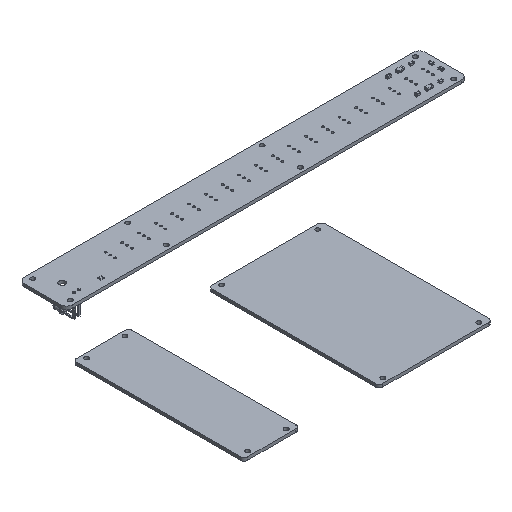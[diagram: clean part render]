
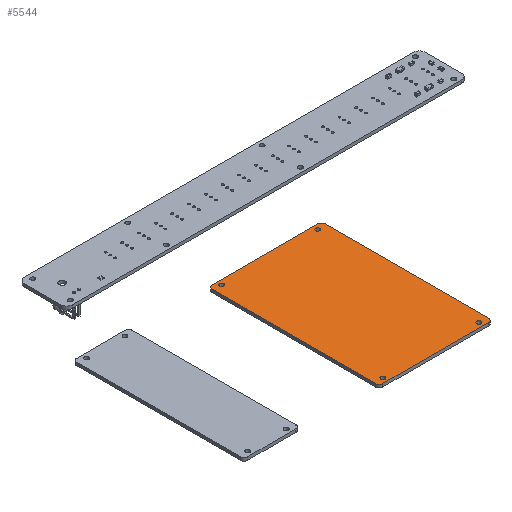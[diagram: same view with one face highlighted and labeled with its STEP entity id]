
A CAD part, isometric view. The second image highlights one B-rep face of the part: STEP entity #5544.
In plain terms, the highlighted planar face has unit normal (0, 0, 1).
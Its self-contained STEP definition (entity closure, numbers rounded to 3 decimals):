
#5351 = VERTEX_POINT('',#5352);
#5352 = CARTESIAN_POINT('',(153.961,-93.039,1.6));
#5358 = EDGE_CURVE('',#5351,#5359,#5361,.T.);
#5359 = VERTEX_POINT('',#5360);
#5360 = CARTESIAN_POINT('',(155.961,-95.039,1.6));
#5361 = CIRCLE('',#5362,2.);
#5362 = AXIS2_PLACEMENT_3D('',#5363,#5364,#5365);
#5363 = CARTESIAN_POINT('',(153.961,-95.039,1.6));
#5364 = DIRECTION('',(0.,0.,-1.));
#5365 = DIRECTION('',(0.,1.,0.));
#5393 = VERTEX_POINT('',#5394);
#5394 = CARTESIAN_POINT('',(98.961,-93.039,1.6));
#5400 = EDGE_CURVE('',#5393,#5351,#5401,.T.);
#5401 = LINE('',#5402,#5403);
#5402 = CARTESIAN_POINT('',(98.961,-93.039,1.6));
#5403 = VECTOR('',#5404,1.);
#5404 = DIRECTION('',(1.,0.,0.));
#5422 = EDGE_CURVE('',#5359,#5423,#5425,.T.);
#5423 = VERTEX_POINT('',#5424);
#5424 = CARTESIAN_POINT('',(155.961,-180.039,1.6));
#5425 = LINE('',#5426,#5427);
#5426 = CARTESIAN_POINT('',(155.961,-95.039,1.6));
#5427 = VECTOR('',#5428,1.);
#5428 = DIRECTION('',(0.,-1.,0.));
#5544 = ADVANCED_FACE('',(#5545,#5591,#5602,#5613,#5624),#5635,.F.);
#5545 = FACE_BOUND('',#5546,.F.);
#5546 = EDGE_LOOP('',(#5547,#5548,#5549,#5558,#5566,#5575,#5583,#5590));
#5547 = ORIENTED_EDGE('',*,*,#5358,.T.);
#5548 = ORIENTED_EDGE('',*,*,#5422,.T.);
#5549 = ORIENTED_EDGE('',*,*,#5550,.T.);
#5550 = EDGE_CURVE('',#5423,#5551,#5553,.T.);
#5551 = VERTEX_POINT('',#5552);
#5552 = CARTESIAN_POINT('',(153.961,-182.039,1.6));
#5553 = CIRCLE('',#5554,2.);
#5554 = AXIS2_PLACEMENT_3D('',#5555,#5556,#5557);
#5555 = CARTESIAN_POINT('',(153.961,-180.039,1.6));
#5556 = DIRECTION('',(0.,0.,-1.));
#5557 = DIRECTION('',(1.,0.,0.));
#5558 = ORIENTED_EDGE('',*,*,#5559,.T.);
#5559 = EDGE_CURVE('',#5551,#5560,#5562,.T.);
#5560 = VERTEX_POINT('',#5561);
#5561 = CARTESIAN_POINT('',(98.961,-182.039,1.6));
#5562 = LINE('',#5563,#5564);
#5563 = CARTESIAN_POINT('',(153.961,-182.039,1.6));
#5564 = VECTOR('',#5565,1.);
#5565 = DIRECTION('',(-1.,0.,0.));
#5566 = ORIENTED_EDGE('',*,*,#5567,.T.);
#5567 = EDGE_CURVE('',#5560,#5568,#5570,.T.);
#5568 = VERTEX_POINT('',#5569);
#5569 = CARTESIAN_POINT('',(96.961,-180.039,1.6));
#5570 = CIRCLE('',#5571,2.);
#5571 = AXIS2_PLACEMENT_3D('',#5572,#5573,#5574);
#5572 = CARTESIAN_POINT('',(98.961,-180.039,1.6));
#5573 = DIRECTION('',(0.,0.,-1.));
#5574 = DIRECTION('',(0.,-1.,0.));
#5575 = ORIENTED_EDGE('',*,*,#5576,.T.);
#5576 = EDGE_CURVE('',#5568,#5577,#5579,.T.);
#5577 = VERTEX_POINT('',#5578);
#5578 = CARTESIAN_POINT('',(96.961,-95.039,1.6));
#5579 = LINE('',#5580,#5581);
#5580 = CARTESIAN_POINT('',(96.961,-180.039,1.6));
#5581 = VECTOR('',#5582,1.);
#5582 = DIRECTION('',(0.,1.,0.));
#5583 = ORIENTED_EDGE('',*,*,#5584,.T.);
#5584 = EDGE_CURVE('',#5577,#5393,#5585,.T.);
#5585 = CIRCLE('',#5586,2.);
#5586 = AXIS2_PLACEMENT_3D('',#5587,#5588,#5589);
#5587 = CARTESIAN_POINT('',(98.961,-95.039,1.6));
#5588 = DIRECTION('',(0.,0.,-1.));
#5589 = DIRECTION('',(-1.,0.,-0.));
#5590 = ORIENTED_EDGE('',*,*,#5400,.T.);
#5591 = FACE_BOUND('',#5592,.F.);
#5592 = EDGE_LOOP('',(#5593));
#5593 = ORIENTED_EDGE('',*,*,#5594,.F.);
#5594 = EDGE_CURVE('',#5595,#5595,#5597,.T.);
#5595 = VERTEX_POINT('',#5596);
#5596 = CARTESIAN_POINT('',(151.461,-180.639,1.6));
#5597 = CIRCLE('',#5598,1.1);
#5598 = AXIS2_PLACEMENT_3D('',#5599,#5600,#5601);
#5599 = CARTESIAN_POINT('',(151.461,-179.539,1.6));
#5600 = DIRECTION('',(-0.,0.,-1.));
#5601 = DIRECTION('',(0.,-1.,-0.));
#5602 = FACE_BOUND('',#5603,.F.);
#5603 = EDGE_LOOP('',(#5604));
#5604 = ORIENTED_EDGE('',*,*,#5605,.F.);
#5605 = EDGE_CURVE('',#5606,#5606,#5608,.T.);
#5606 = VERTEX_POINT('',#5607);
#5607 = CARTESIAN_POINT('',(101.461,-180.639,1.6));
#5608 = CIRCLE('',#5609,1.1);
#5609 = AXIS2_PLACEMENT_3D('',#5610,#5611,#5612);
#5610 = CARTESIAN_POINT('',(101.461,-179.539,1.6));
#5611 = DIRECTION('',(-0.,0.,-1.));
#5612 = DIRECTION('',(-0.,-1.,0.));
#5613 = FACE_BOUND('',#5614,.F.);
#5614 = EDGE_LOOP('',(#5615));
#5615 = ORIENTED_EDGE('',*,*,#5616,.F.);
#5616 = EDGE_CURVE('',#5617,#5617,#5619,.T.);
#5617 = VERTEX_POINT('',#5618);
#5618 = CARTESIAN_POINT('',(151.461,-96.639,1.6));
#5619 = CIRCLE('',#5620,1.1);
#5620 = AXIS2_PLACEMENT_3D('',#5621,#5622,#5623);
#5621 = CARTESIAN_POINT('',(151.461,-95.539,1.6));
#5622 = DIRECTION('',(-0.,0.,-1.));
#5623 = DIRECTION('',(0.,-1.,-0.));
#5624 = FACE_BOUND('',#5625,.F.);
#5625 = EDGE_LOOP('',(#5626));
#5626 = ORIENTED_EDGE('',*,*,#5627,.F.);
#5627 = EDGE_CURVE('',#5628,#5628,#5630,.T.);
#5628 = VERTEX_POINT('',#5629);
#5629 = CARTESIAN_POINT('',(101.461,-96.639,1.6));
#5630 = CIRCLE('',#5631,1.1);
#5631 = AXIS2_PLACEMENT_3D('',#5632,#5633,#5634);
#5632 = CARTESIAN_POINT('',(101.461,-95.539,1.6));
#5633 = DIRECTION('',(-0.,0.,-1.));
#5634 = DIRECTION('',(-0.,-1.,0.));
#5635 = PLANE('',#5636);
#5636 = AXIS2_PLACEMENT_3D('',#5637,#5638,#5639);
#5637 = CARTESIAN_POINT('',(126.461,-137.539,1.6));
#5638 = DIRECTION('',(-0.,-0.,-1.));
#5639 = DIRECTION('',(-1.,0.,0.));
